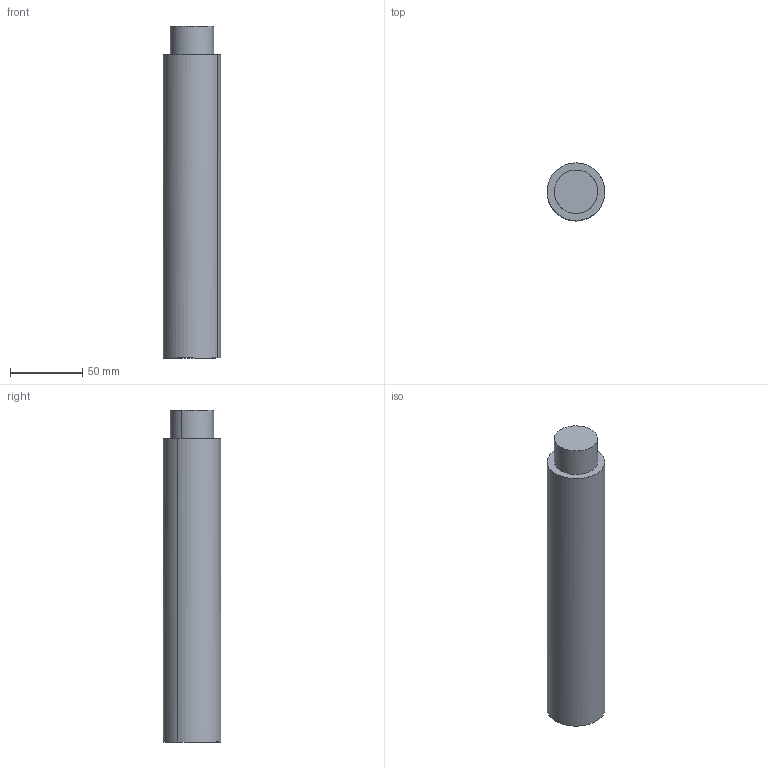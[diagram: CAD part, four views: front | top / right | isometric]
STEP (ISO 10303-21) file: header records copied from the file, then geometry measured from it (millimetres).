
FILE_DESCRIPTION (( 'STEP AP203' ), '1' );
FILE_NAME ('686-07 porta resistencia tapa inferior.STEP', '2021-07-21T20:03:59', ( '' ), ( '' ), 'SwSTEP 2.0', 'SolidWorks 2018', '' );
FILE_SCHEMA (( 'CONFIG_CONTROL_DESIGN' ));
Length unit declared in the file: millimetre
Products named in the file (1): 686-07 porta resistencia tapa inferior
Bounding box: 39.97 x 39.99 x 230 mm (x, y, z)
Volume: 180228.7 mm3; surface area: 46511.5 mm2
Topology: 1 solids, 1 shells, 10 faces, 36 edges, 30 vertices
Faces by surface type: bspline 10
Entity records: 591 total; most frequent: CARTESIAN_POINT 321, ORIENTED_EDGE 72, EDGE_CURVE 36, VERTEX_POINT 30, EDGE_LOOP 12, ADVANCED_FACE 10, B_SPLINE_CURVE_WITH_KNOTS 10, FACE_OUTER_BOUND 10
